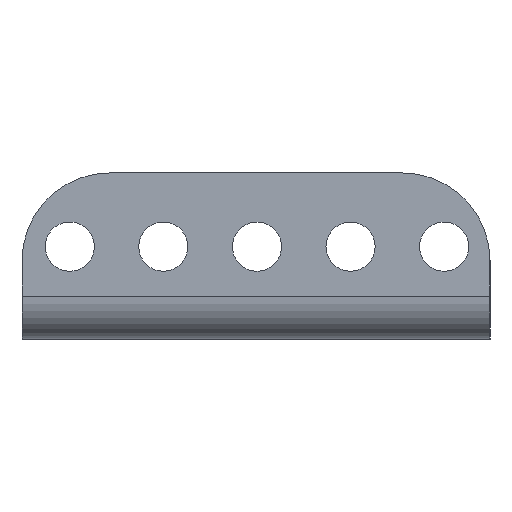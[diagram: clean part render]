
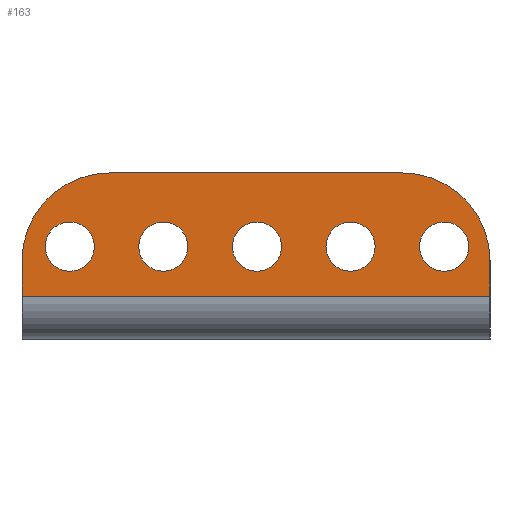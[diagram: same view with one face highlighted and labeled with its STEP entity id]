
A CAD part, left-side view. The second image highlights one B-rep face of the part: STEP entity #163.
In plain terms, the highlighted planar face has unit normal (-1, 0, 0).
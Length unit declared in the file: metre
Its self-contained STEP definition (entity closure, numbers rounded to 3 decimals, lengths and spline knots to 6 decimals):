
#163 = ADVANCED_FACE( '', ( #471, #472, #473, #474, #475, #476 ), #477, .F. );
#471 = FACE_BOUND( '', #982, .T. );
#472 = FACE_BOUND( '', #983, .T. );
#473 = FACE_BOUND( '', #984, .T. );
#474 = FACE_BOUND( '', #985, .T. );
#475 = FACE_BOUND( '', #986, .T. );
#476 = FACE_OUTER_BOUND( '', #987, .T. );
#477 = PLANE( '', #988 );
#982 = EDGE_LOOP( '', ( #1559 ) );
#983 = EDGE_LOOP( '', ( #1560 ) );
#984 = EDGE_LOOP( '', ( #1561 ) );
#985 = EDGE_LOOP( '', ( #1562 ) );
#986 = EDGE_LOOP( '', ( #1563 ) );
#987 = EDGE_LOOP( '', ( #1564, #1565, #1566, #1567, #1568, #1569 ) );
#988 = AXIS2_PLACEMENT_3D( '', #1570, #1571, #1572 );
#1559 = ORIENTED_EDGE( '', *, *, #2236, .T. );
#1560 = ORIENTED_EDGE( '', *, *, #2237, .T. );
#1561 = ORIENTED_EDGE( '', *, *, #2238, .T. );
#1562 = ORIENTED_EDGE( '', *, *, #2239, .T. );
#1563 = ORIENTED_EDGE( '', *, *, #2240, .T. );
#1564 = ORIENTED_EDGE( '', *, *, #2241, .F. );
#1565 = ORIENTED_EDGE( '', *, *, #2242, .T. );
#1566 = ORIENTED_EDGE( '', *, *, #2156, .T. );
#1567 = ORIENTED_EDGE( '', *, *, #2120, .T. );
#1568 = ORIENTED_EDGE( '', *, *, #2243, .F. );
#1569 = ORIENTED_EDGE( '', *, *, #2244, .T. );
#1570 = CARTESIAN_POINT( '', ( -0.089717, 0.041933, 0.0016 ) );
#1571 = DIRECTION( '', ( 1., 0., 0. ) );
#1572 = DIRECTION( '', ( 0., 0., -1. ) );
#2120 = EDGE_CURVE( '', #2423, #2424, #2425, .T. );
#2156 = EDGE_CURVE( '', #2484, #2423, #2485, .T. );
#2236 = EDGE_CURVE( '', #2632, #2632, #2633, .T. );
#2237 = EDGE_CURVE( '', #2634, #2634, #2635, .T. );
#2238 = EDGE_CURVE( '', #2636, #2636, #2637, .T. );
#2239 = EDGE_CURVE( '', #2638, #2638, #2639, .T. );
#2240 = EDGE_CURVE( '', #2640, #2640, #2641, .T. );
#2241 = EDGE_CURVE( '', #2642, #2643, #2644, .T. );
#2242 = EDGE_CURVE( '', #2642, #2484, #2645, .F. );
#2243 = EDGE_CURVE( '', #2646, #2424, #2647, .T. );
#2244 = EDGE_CURVE( '', #2646, #2643, #2648, .F. );
#2423 = VERTEX_POINT( '', #2900 );
#2424 = VERTEX_POINT( '', #2901 );
#2425 = LINE( '', #2902, #2903 );
#2484 = VERTEX_POINT( '', #2966 );
#2485 = LINE( '', #2967, #2968 );
#2632 = VERTEX_POINT( '', #3122 );
#2633 = CIRCLE( '', #3123, 0.0021 );
#2634 = VERTEX_POINT( '', #3124 );
#2635 = CIRCLE( '', #3125, 0.0021 );
#2636 = VERTEX_POINT( '', #3126 );
#2637 = CIRCLE( '', #3127, 0.0021 );
#2638 = VERTEX_POINT( '', #3128 );
#2639 = CIRCLE( '', #3129, 0.0021 );
#2640 = VERTEX_POINT( '', #3130 );
#2641 = CIRCLE( '', #3131, 0.0021 );
#2642 = VERTEX_POINT( '', #3132 );
#2643 = VERTEX_POINT( '', #3133 );
#2644 = LINE( '', #3134, #3135 );
#2645 = CIRCLE( '', #3136, 0.0075 );
#2646 = VERTEX_POINT( '', #3137 );
#2647 = LINE( '', #3138, #3139 );
#2648 = CIRCLE( '', #3140, 0.0075 );
#2900 = CARTESIAN_POINT( '', ( -0.089717, 0.005933, 0.00367 ) );
#2901 = CARTESIAN_POINT( '', ( -0.089717, -0.034067, 0.00367 ) );
#2902 = CARTESIAN_POINT( '', ( -0.089717, 0.041933, 0.00367 ) );
#2903 = VECTOR( '', #3400, 1. );
#2966 = CARTESIAN_POINT( '', ( -0.089717, 0.005933, 0.0067 ) );
#2967 = CARTESIAN_POINT( '', ( -0.089717, 0.005933, 0.025 ) );
#2968 = VECTOR( '', #3468, 1. );
#3122 = CARTESIAN_POINT( '', ( -0.089717, -0.030147, 0.0058 ) );
#3123 = AXIS2_PLACEMENT_3D( '', #3665, #3666, #3667 );
#3124 = CARTESIAN_POINT( '', ( -0.089717, -0.022147, 0.0058 ) );
#3125 = AXIS2_PLACEMENT_3D( '', #3668, #3669, #3670 );
#3126 = CARTESIAN_POINT( '', ( -0.089717, -0.014147, 0.0058 ) );
#3127 = AXIS2_PLACEMENT_3D( '', #3671, #3672, #3673 );
#3128 = CARTESIAN_POINT( '', ( -0.089717, -0.006147, 0.0058 ) );
#3129 = AXIS2_PLACEMENT_3D( '', #3674, #3675, #3676 );
#3130 = CARTESIAN_POINT( '', ( -0.089717, 0.001853, 0.0058 ) );
#3131 = AXIS2_PLACEMENT_3D( '', #3677, #3678, #3679 );
#3132 = CARTESIAN_POINT( '', ( -0.089717, -0.001567, 0.0142 ) );
#3133 = CARTESIAN_POINT( '', ( -0.089717, -0.026567, 0.0142 ) );
#3134 = CARTESIAN_POINT( '', ( -0.089717, 0.041933, 0.0142 ) );
#3135 = VECTOR( '', #3680, 1. );
#3136 = AXIS2_PLACEMENT_3D( '', #3681, #3682, #3683 );
#3137 = CARTESIAN_POINT( '', ( -0.089717, -0.034067, 0.0067 ) );
#3138 = CARTESIAN_POINT( '', ( -0.089717, -0.034067, 0.0016 ) );
#3139 = VECTOR( '', #3684, 1. );
#3140 = AXIS2_PLACEMENT_3D( '', #3685, #3686, #3687 );
#3400 = DIRECTION( '', ( 0., -1., 0. ) );
#3468 = DIRECTION( '', ( 0., 0., -1. ) );
#3665 = CARTESIAN_POINT( '', ( -0.089717, -0.030147, 0.0079 ) );
#3666 = DIRECTION( '', ( 1., 0., 0. ) );
#3667 = DIRECTION( '', ( 0., 0., -1. ) );
#3668 = CARTESIAN_POINT( '', ( -0.089717, -0.022147, 0.0079 ) );
#3669 = DIRECTION( '', ( 1., 0., 0. ) );
#3670 = DIRECTION( '', ( 0., 0., -1. ) );
#3671 = CARTESIAN_POINT( '', ( -0.089717, -0.014147, 0.0079 ) );
#3672 = DIRECTION( '', ( 1., 0., 0. ) );
#3673 = DIRECTION( '', ( 0., 0., -1. ) );
#3674 = CARTESIAN_POINT( '', ( -0.089717, -0.006147, 0.0079 ) );
#3675 = DIRECTION( '', ( 1., 0., 0. ) );
#3676 = DIRECTION( '', ( 0., 0., -1. ) );
#3677 = CARTESIAN_POINT( '', ( -0.089717, 0.001853, 0.0079 ) );
#3678 = DIRECTION( '', ( 1., 0., 0. ) );
#3679 = DIRECTION( '', ( 0., 0., -1. ) );
#3680 = DIRECTION( '', ( 0., -1., 0. ) );
#3681 = CARTESIAN_POINT( '', ( -0.089717, -0.001567, 0.0067 ) );
#3682 = DIRECTION( '', ( 1., 0., 0. ) );
#3683 = DIRECTION( '', ( 0., 0., -1. ) );
#3684 = DIRECTION( '', ( 0., 0., -1. ) );
#3685 = CARTESIAN_POINT( '', ( -0.089717, -0.026567, 0.0067 ) );
#3686 = DIRECTION( '', ( 1., 0., 0. ) );
#3687 = DIRECTION( '', ( 0., 0., -1. ) );
